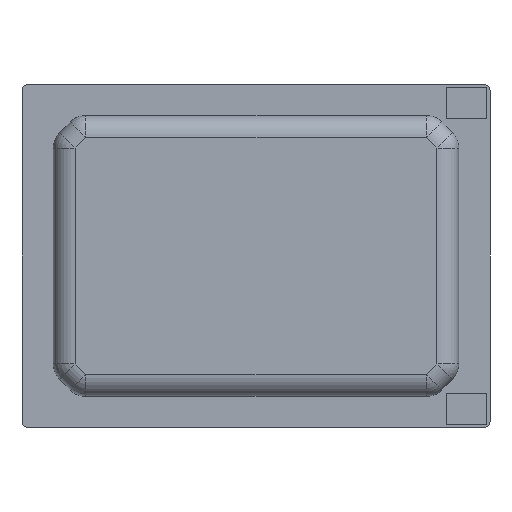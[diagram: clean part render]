
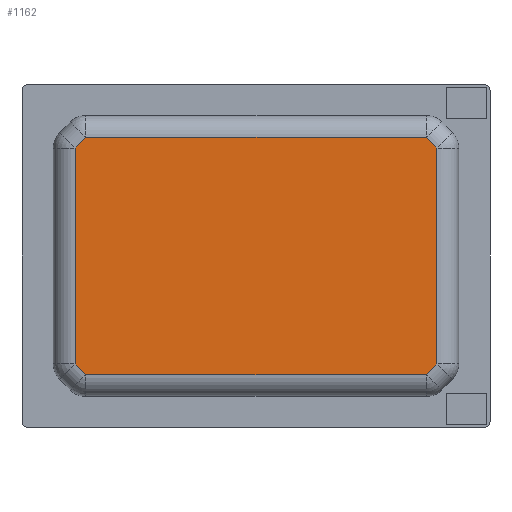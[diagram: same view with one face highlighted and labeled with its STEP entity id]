
A CAD part, front view. The second image highlights one B-rep face of the part: STEP entity #1162.
In plain terms, the highlighted planar face has unit normal (0, -1, 0).
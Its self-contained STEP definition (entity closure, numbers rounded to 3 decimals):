
#5 = FACE_OUTER_BOUND ( 'NONE', #503, .T. ) ;
#36 = EDGE_CURVE ( 'NONE', #672, #690, #171, .T. ) ;
#52 = VECTOR ( 'NONE', #1129, 1000. ) ;
#54 = LINE ( 'NONE', #245, #52 ) ;
#83 = VECTOR ( 'NONE', #361, 1000. ) ;
#86 = EDGE_CURVE ( 'NONE', #745, #680, #144, .T. ) ;
#107 = LINE ( 'NONE', #1265, #83 ) ;
#144 = LINE ( 'NONE', #786, #153 ) ;
#153 = VECTOR ( 'NONE', #739, 1000. ) ;
#161 = VECTOR ( 'NONE', #1221, 1000. ) ;
#171 = LINE ( 'NONE', #1062, #161 ) ;
#195 = LINE ( 'NONE', #569, #1016 ) ;
#222 = ORIENTED_EDGE ( 'NONE', *, *, #36, .T. ) ;
#245 = CARTESIAN_POINT ( 'NONE',  ( -4.63, -3.4, 4.63 ) ) ;
#283 = EDGE_CURVE ( 'NONE', #690, #699, #107, .T. ) ;
#313 = VERTEX_POINT ( 'NONE', #778 ) ;
#334 = EDGE_CURVE ( 'NONE', #699, #840, #54, .T. ) ;
#361 = DIRECTION ( 'NONE',  ( -1., 0., 0. ) ) ;
#416 = PLANE ( 'NONE',  #685 ) ;
#503 = EDGE_LOOP ( 'NONE', ( #856, #534, #930, #890, #621, #222, #913, #669 ) ) ;
#526 = CARTESIAN_POINT ( 'NONE',  ( 4.63, -3.4, -4.63 ) ) ;
#534 = ORIENTED_EDGE ( 'NONE', *, *, #1193, .T. ) ;
#569 = CARTESIAN_POINT ( 'NONE',  ( 5.8, -3.4, 3.75 ) ) ;
#596 = LINE ( 'NONE', #526, #627 ) ;
#603 = DIRECTION ( 'NONE',  ( 0., -1., 0. ) ) ;
#621 = ORIENTED_EDGE ( 'NONE', *, *, #1279, .T. ) ;
#626 = EDGE_CURVE ( 'NONE', #840, #313, #1584, .T. ) ;
#627 = VECTOR ( 'NONE', #1594, 1000. ) ;
#669 = ORIENTED_EDGE ( 'NONE', *, *, #334, .T. ) ;
#672 = VERTEX_POINT ( 'NONE', #1458 ) ;
#680 = VERTEX_POINT ( 'NONE', #1559 ) ;
#681 = CARTESIAN_POINT ( 'NONE',  ( -5.8, -3.4, 3.46 ) ) ;
#683 = VERTEX_POINT ( 'NONE', #1065 ) ;
#685 = AXIS2_PLACEMENT_3D ( 'NONE', #1531, #603, #1440 ) ;
#690 = VERTEX_POINT ( 'NONE', #1230 ) ;
#699 = VERTEX_POINT ( 'NONE', #1330 ) ;
#739 = DIRECTION ( 'NONE',  ( 1., 0., 0. ) ) ;
#741 = DIRECTION ( 'NONE',  ( 0., 0., 1. ) ) ;
#745 = VERTEX_POINT ( 'NONE', #1070 ) ;
#778 = CARTESIAN_POINT ( 'NONE',  ( -5.8, -3.4, -3.46 ) ) ;
#786 = CARTESIAN_POINT ( 'NONE',  ( 5.75, -3.4, -3.8 ) ) ;
#840 = VERTEX_POINT ( 'NONE', #681 ) ;
#856 = ORIENTED_EDGE ( 'NONE', *, *, #626, .T. ) ;
#890 = ORIENTED_EDGE ( 'NONE', *, *, #925, .T. ) ;
#913 = ORIENTED_EDGE ( 'NONE', *, *, #283, .T. ) ;
#925 = EDGE_CURVE ( 'NONE', #680, #683, #596, .T. ) ;
#930 = ORIENTED_EDGE ( 'NONE', *, *, #86, .T. ) ;
#1016 = VECTOR ( 'NONE', #741, 1000. ) ;
#1042 = DIRECTION ( 'NONE',  ( 0.707, 0., -0.707 ) ) ;
#1062 = CARTESIAN_POINT ( 'NONE',  ( 4.63, -3.4, 4.63 ) ) ;
#1065 = CARTESIAN_POINT ( 'NONE',  ( 5.8, -3.4, -3.46 ) ) ;
#1070 = CARTESIAN_POINT ( 'NONE',  ( -5.46, -3.4, -3.8 ) ) ;
#1094 = DIRECTION ( 'NONE',  ( 0., 0., -1. ) ) ;
#1129 = DIRECTION ( 'NONE',  ( -0.707, 0., -0.707 ) ) ;
#1162 = ADVANCED_FACE ( 'NONE', ( #5 ), #416, .T. ) ;
#1193 = EDGE_CURVE ( 'NONE', #313, #745, #1715, .T. ) ;
#1221 = DIRECTION ( 'NONE',  ( -0.707, 0., 0.707 ) ) ;
#1230 = CARTESIAN_POINT ( 'NONE',  ( 5.46, -3.4, 3.8 ) ) ;
#1265 = CARTESIAN_POINT ( 'NONE',  ( -5.75, -3.4, 3.8 ) ) ;
#1279 = EDGE_CURVE ( 'NONE', #683, #672, #195, .T. ) ;
#1330 = CARTESIAN_POINT ( 'NONE',  ( -5.46, -3.4, 3.8 ) ) ;
#1440 = DIRECTION ( 'NONE',  ( 0., 0., -1. ) ) ;
#1446 = CARTESIAN_POINT ( 'NONE',  ( -4.63, -3.4, -4.63 ) ) ;
#1447 = VECTOR ( 'NONE', #1042, 1000. ) ;
#1458 = CARTESIAN_POINT ( 'NONE',  ( 5.8, -3.4, 3.46 ) ) ;
#1531 = CARTESIAN_POINT ( 'NONE',  ( 0., -3.4, 0. ) ) ;
#1559 = CARTESIAN_POINT ( 'NONE',  ( 5.46, -3.4, -3.8 ) ) ;
#1584 = LINE ( 'NONE', #1592, #1631 ) ;
#1592 = CARTESIAN_POINT ( 'NONE',  ( -5.8, -3.4, -3.75 ) ) ;
#1594 = DIRECTION ( 'NONE',  ( 0.707, 0., 0.707 ) ) ;
#1631 = VECTOR ( 'NONE', #1094, 1000. ) ;
#1715 = LINE ( 'NONE', #1446, #1447 ) ;
